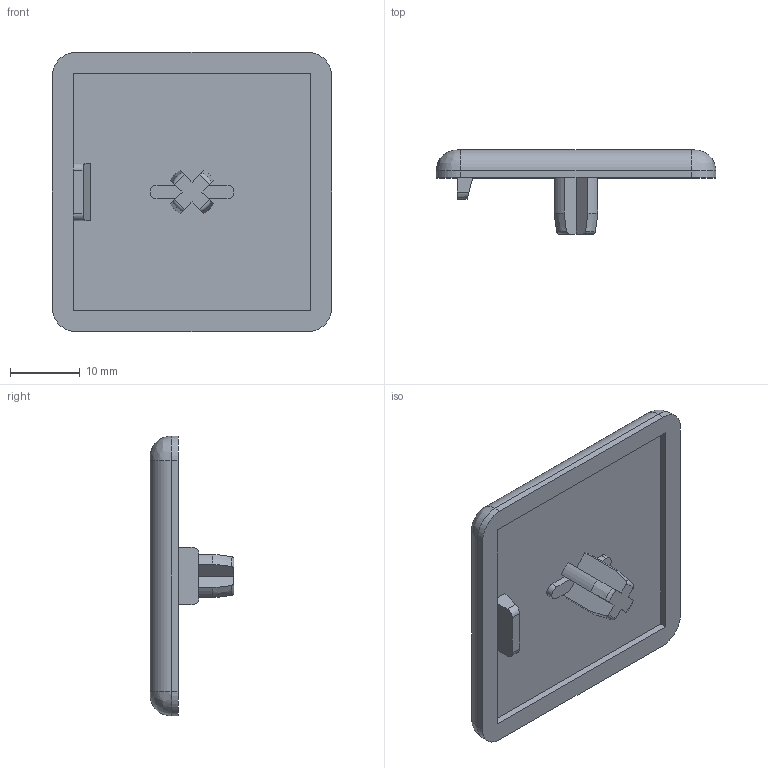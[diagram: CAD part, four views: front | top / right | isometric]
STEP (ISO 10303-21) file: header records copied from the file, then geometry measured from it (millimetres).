
FILE_DESCRIPTION(/* description */ ('STEP AP214'),/* implementation_level */ '2;1');
FILE_NAME(/* name */ '1025141.stp',/* time_stamp */ '2024-05-21T11:53:57+02:00',/* author */ ('b.steehouwer'),/* organization */ ('CADENAS'),/* preprocessor_version */ 'ST-DEVELOPER v18.1',/* originating_system */ 'Autodesk Inventor 2021',/* authorisation */ ' ');
FILE_SCHEMA (('AUTOMOTIVE_DESIGN { 1 0 10303 214 3 1 1 }'));
Length unit declared in the file: millimetre
Products named in the file (1): 1025141
Bounding box: 40 x 12 x 40 mm (x, y, z)
Volume: 5201.4 mm3; surface area: 4029.1 mm2
Topology: 1 solids, 1 shells, 60 faces, 158 edges, 102 vertices
Faces by surface type: plane 32, cylinder 16, cone 4, torus 4, bspline 4
Entity records: 1960 total; most frequent: CARTESIAN_POINT 441, ORIENTED_EDGE 316, DIRECTION 300, EDGE_CURVE 158, VERTEX_POINT 102, AXIS2_PLACEMENT_3D 101, LINE 98, VECTOR 98
